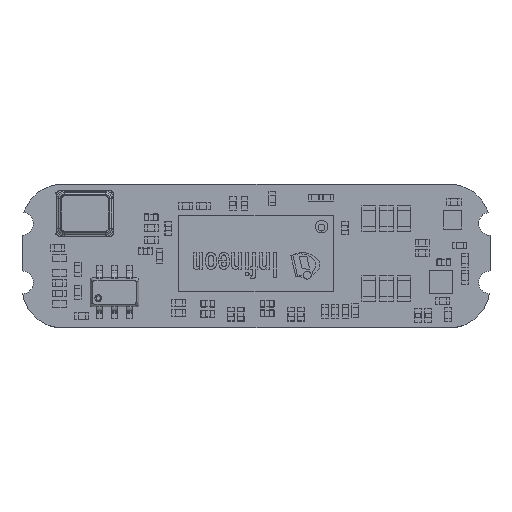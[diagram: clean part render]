
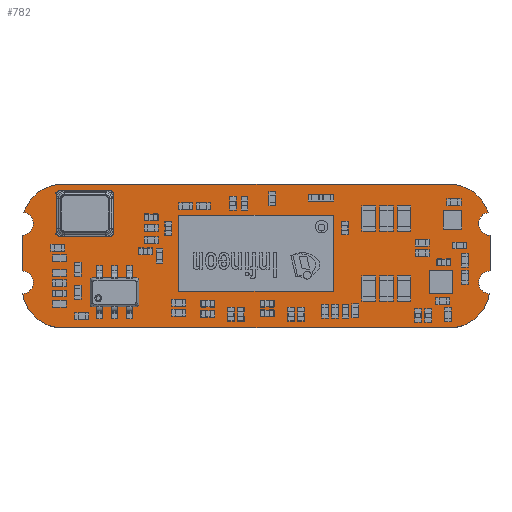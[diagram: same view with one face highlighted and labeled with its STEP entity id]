
A CAD part, top view. The second image highlights one B-rep face of the part: STEP entity #782.
In plain terms, the highlighted planar face has unit normal (0, 0, 1).
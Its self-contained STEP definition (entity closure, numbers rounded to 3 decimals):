
#313 = VERTEX_POINT('',#314);
#314 = CARTESIAN_POINT('',(-10.135,-1.769,1.184));
#320 = EDGE_CURVE('',#313,#321,#323,.T.);
#321 = VERTEX_POINT('',#322);
#322 = CARTESIAN_POINT('',(-8.382,-3.25,1.184));
#323 = CIRCLE('',#324,1.779);
#324 = AXIS2_PLACEMENT_3D('',#325,#326,#327);
#325 = CARTESIAN_POINT('',(-8.381,-1.471,1.184));
#326 = DIRECTION('',(0.,0.,1.));
#327 = DIRECTION('',(-1.,0.,0.));
#353 = EDGE_CURVE('',#321,#354,#356,.T.);
#354 = VERTEX_POINT('',#355);
#355 = CARTESIAN_POINT('',(8.382,-3.25,1.184));
#356 = LINE('',#357,#358);
#357 = CARTESIAN_POINT('',(-8.382,-3.25,1.184));
#358 = VECTOR('',#359,1.);
#359 = DIRECTION('',(1.,0.,0.));
#384 = EDGE_CURVE('',#354,#385,#387,.T.);
#385 = VERTEX_POINT('',#386);
#386 = CARTESIAN_POINT('',(10.135,-1.769,1.184));
#387 = CIRCLE('',#388,1.779);
#388 = AXIS2_PLACEMENT_3D('',#389,#390,#391);
#389 = CARTESIAN_POINT('',(8.381,-1.471,1.184));
#390 = DIRECTION('',(0.,0.,1.));
#391 = DIRECTION('',(0.,-1.,0.));
#419 = VERTEX_POINT('',#420);
#420 = CARTESIAN_POINT('',(10.16,-0.77,1.184));
#426 = EDGE_CURVE('',#419,#385,#427,.T.);
#427 = CIRCLE('',#428,0.5);
#428 = AXIS2_PLACEMENT_3D('',#429,#430,#431);
#429 = CARTESIAN_POINT('',(10.16,-1.27,1.184));
#430 = DIRECTION('',(0.,0.,1.));
#431 = DIRECTION('',(1.,0.,0.));
#450 = EDGE_CURVE('',#419,#451,#453,.T.);
#451 = VERTEX_POINT('',#452);
#452 = CARTESIAN_POINT('',(10.16,0.77,1.184));
#453 = LINE('',#454,#455);
#454 = CARTESIAN_POINT('',(10.16,-1.472,1.184));
#455 = VECTOR('',#456,1.);
#456 = DIRECTION('',(0.,1.,0.));
#483 = VERTEX_POINT('',#484);
#484 = CARTESIAN_POINT('',(10.076,1.763,1.184));
#490 = EDGE_CURVE('',#483,#451,#491,.T.);
#491 = CIRCLE('',#492,0.5);
#492 = AXIS2_PLACEMENT_3D('',#493,#494,#495);
#493 = CARTESIAN_POINT('',(10.16,1.27,1.184));
#494 = DIRECTION('',(0.,0.,1.));
#495 = DIRECTION('',(1.,0.,0.));
#514 = EDGE_CURVE('',#483,#515,#517,.T.);
#515 = VERTEX_POINT('',#516);
#516 = CARTESIAN_POINT('',(8.382,3.,1.184));
#517 = CIRCLE('',#518,1.779);
#518 = AXIS2_PLACEMENT_3D('',#519,#520,#521);
#519 = CARTESIAN_POINT('',(8.381,1.221,1.184));
#520 = DIRECTION('',(0.,0.,1.));
#521 = DIRECTION('',(1.,0.,0.));
#547 = EDGE_CURVE('',#515,#548,#550,.T.);
#548 = VERTEX_POINT('',#549);
#549 = CARTESIAN_POINT('',(-8.382,3.,1.184));
#550 = LINE('',#551,#552);
#551 = CARTESIAN_POINT('',(8.382,3.,1.184));
#552 = VECTOR('',#553,1.);
#553 = DIRECTION('',(-1.,0.,0.));
#578 = EDGE_CURVE('',#548,#579,#581,.T.);
#579 = VERTEX_POINT('',#580);
#580 = CARTESIAN_POINT('',(-10.076,1.763,1.184));
#581 = CIRCLE('',#582,1.779);
#582 = AXIS2_PLACEMENT_3D('',#583,#584,#585);
#583 = CARTESIAN_POINT('',(-8.381,1.221,1.184));
#584 = DIRECTION('',(0.,0.,1.));
#585 = DIRECTION('',(0.,1.,0.));
#613 = VERTEX_POINT('',#614);
#614 = CARTESIAN_POINT('',(-9.66,1.27,1.184));
#620 = EDGE_CURVE('',#613,#579,#621,.T.);
#621 = CIRCLE('',#622,0.5);
#622 = AXIS2_PLACEMENT_3D('',#623,#624,#625);
#623 = CARTESIAN_POINT('',(-10.16,1.27,1.184));
#624 = DIRECTION('',(0.,0.,1.));
#625 = DIRECTION('',(1.,0.,0.));
#646 = VERTEX_POINT('',#647);
#647 = CARTESIAN_POINT('',(-10.16,0.77,1.184));
#653 = EDGE_CURVE('',#646,#613,#654,.T.);
#654 = CIRCLE('',#655,0.5);
#655 = AXIS2_PLACEMENT_3D('',#656,#657,#658);
#656 = CARTESIAN_POINT('',(-10.16,1.27,1.184));
#657 = DIRECTION('',(0.,0.,1.));
#658 = DIRECTION('',(1.,0.,0.));
#677 = EDGE_CURVE('',#646,#678,#680,.T.);
#678 = VERTEX_POINT('',#679);
#679 = CARTESIAN_POINT('',(-10.16,-0.77,1.184));
#680 = LINE('',#681,#682);
#681 = CARTESIAN_POINT('',(-10.16,1.222,1.184));
#682 = VECTOR('',#683,1.);
#683 = DIRECTION('',(0.,-1.,0.));
#710 = VERTEX_POINT('',#711);
#711 = CARTESIAN_POINT('',(-9.66,-1.27,1.184));
#717 = EDGE_CURVE('',#710,#678,#718,.T.);
#718 = CIRCLE('',#719,0.5);
#719 = AXIS2_PLACEMENT_3D('',#720,#721,#722);
#720 = CARTESIAN_POINT('',(-10.16,-1.27,1.184));
#721 = DIRECTION('',(0.,0.,1.));
#722 = DIRECTION('',(1.,0.,0.));
#741 = EDGE_CURVE('',#313,#710,#742,.T.);
#742 = CIRCLE('',#743,0.5);
#743 = AXIS2_PLACEMENT_3D('',#744,#745,#746);
#744 = CARTESIAN_POINT('',(-10.16,-1.27,1.184));
#745 = DIRECTION('',(0.,0.,1.));
#746 = DIRECTION('',(1.,0.,0.));
#782 = ADVANCED_FACE('',(#783),#799,.F.);
#783 = FACE_BOUND('',#784,.F.);
#784 = EDGE_LOOP('',(#785,#786,#787,#788,#789,#790,#791,#792,#793,#794,
    #795,#796,#797,#798));
#785 = ORIENTED_EDGE('',*,*,#320,.F.);
#786 = ORIENTED_EDGE('',*,*,#741,.T.);
#787 = ORIENTED_EDGE('',*,*,#717,.T.);
#788 = ORIENTED_EDGE('',*,*,#677,.F.);
#789 = ORIENTED_EDGE('',*,*,#653,.T.);
#790 = ORIENTED_EDGE('',*,*,#620,.T.);
#791 = ORIENTED_EDGE('',*,*,#578,.F.);
#792 = ORIENTED_EDGE('',*,*,#547,.F.);
#793 = ORIENTED_EDGE('',*,*,#514,.F.);
#794 = ORIENTED_EDGE('',*,*,#490,.T.);
#795 = ORIENTED_EDGE('',*,*,#450,.F.);
#796 = ORIENTED_EDGE('',*,*,#426,.T.);
#797 = ORIENTED_EDGE('',*,*,#384,.F.);
#798 = ORIENTED_EDGE('',*,*,#353,.F.);
#799 = PLANE('',#800);
#800 = AXIS2_PLACEMENT_3D('',#801,#802,#803);
#801 = CARTESIAN_POINT('',(-10.16,-1.472,1.184));
#802 = DIRECTION('',(0.,0.,-1.));
#803 = DIRECTION('',(-1.,0.,0.));
